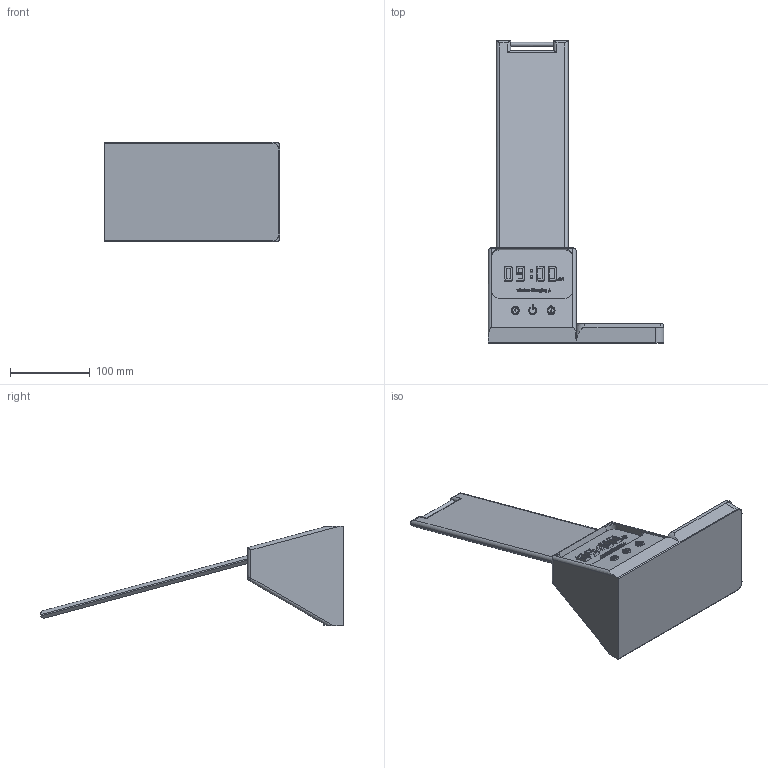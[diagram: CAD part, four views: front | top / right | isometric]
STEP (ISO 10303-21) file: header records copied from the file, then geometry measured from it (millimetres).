
FILE_DESCRIPTION (( 'STEP AP203' ), '1' );
FILE_NAME ('stand.STEP', '2023-12-23T10:48:38', ( '' ), ( '' ), 'SwSTEP 2.0', 'SolidWorks 2022', '' );
FILE_SCHEMA (( 'CONFIG_CONTROL_DESIGN' ));
Length unit declared in the file: millimetre
Products named in the file (1): stand
Bounding box: 220 x 380 x 125 mm (x, y, z)
Volume: 1584874.9 mm3; surface area: 161650.2 mm2
Topology: 1 solids, 1 shells, 552 faces, 1429 edges, 932 vertices
Faces by surface type: plane 332, bspline 120, cylinder 86, torus 6, cone 4, sphere 4
Entity records: 22040 total; most frequent: CARTESIAN_POINT 9286, ORIENTED_EDGE 2846, DIRECTION 2179, EDGE_CURVE 1423, VECTOR 993, LINE 993, VERTEX_POINT 932, EDGE_LOOP 613
